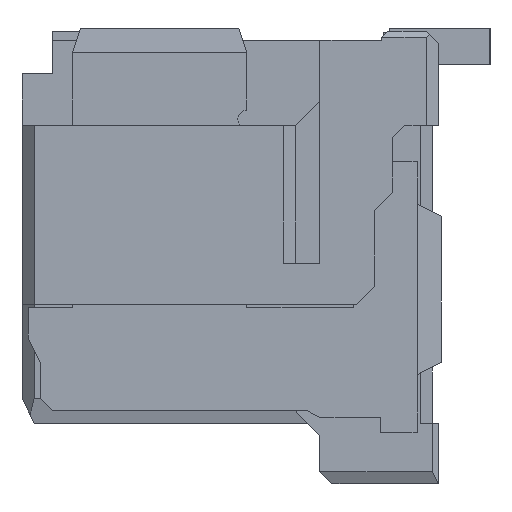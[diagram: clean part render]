
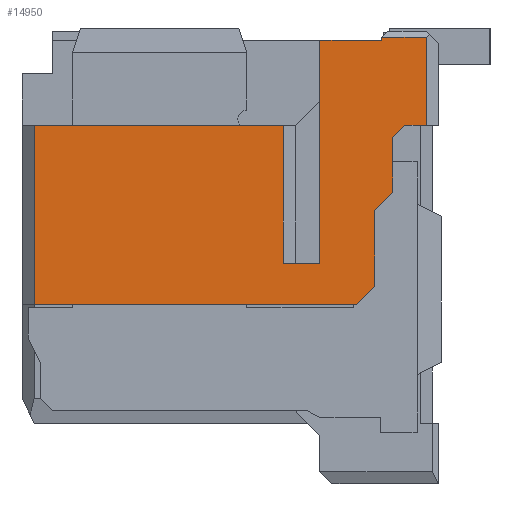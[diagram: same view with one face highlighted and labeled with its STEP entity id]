
A CAD part, left-side view. The second image highlights one B-rep face of the part: STEP entity #14950.
In plain terms, the highlighted planar face has unit normal (-1, 0, 0).
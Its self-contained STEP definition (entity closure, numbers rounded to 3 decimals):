
#2264=DIRECTION('',(0.,0.,-1.));
#2265=VECTOR('',#2264,2.95);
#2266=CARTESIAN_POINT('',(-14.,3.1,4.475));
#2267=LINE('',#2266,#2265);
#2268=DIRECTION('',(0.,-1.,0.));
#2269=VECTOR('',#2268,4.1);
#2270=CARTESIAN_POINT('',(-14.,3.1,4.475));
#2271=LINE('',#2270,#2269);
#2272=DIRECTION('',(0.,0.,1.));
#2273=VECTOR('',#2272,2.27);
#2274=CARTESIAN_POINT('',(-14.,-1.,2.205));
#2275=LINE('',#2274,#2273);
#2276=DIRECTION('',(0.,1.,0.));
#2277=VECTOR('',#2276,0.6);
#2278=CARTESIAN_POINT('',(-14.,-1.6,2.205));
#2279=LINE('',#2278,#2277);
#2280=DIRECTION('',(0.,1.,0.));
#2281=VECTOR('',#2280,1.02);
#2282=CARTESIAN_POINT('',(-14.,-2.62,5.875));
#2283=LINE('',#2282,#2281);
#2284=DIRECTION('',(0.,0.,-1.));
#2285=VECTOR('',#2284,0.05);
#2286=CARTESIAN_POINT('',(-14.,-2.62,5.925));
#2287=LINE('',#2286,#2285);
#2288=DIRECTION('',(0.,1.,0.));
#2289=VECTOR('',#2288,0.73);
#2290=CARTESIAN_POINT('',(-14.,-3.35,5.925));
#2291=LINE('',#2290,#2289);
#2292=DIRECTION('',(0.,0.,1.));
#2293=VECTOR('',#2292,1.45);
#2294=CARTESIAN_POINT('',(-14.,-3.35,4.475));
#2295=LINE('',#2294,#2293);
#2296=DIRECTION('',(0.,1.,0.));
#2297=VECTOR('',#2296,0.35);
#2298=CARTESIAN_POINT('',(-14.,-3.35,4.475));
#2299=LINE('',#2298,#2297);
#2300=DIRECTION('',(0.,0.707,-0.707));
#2301=VECTOR('',#2300,0.283);
#2302=CARTESIAN_POINT('',(-14.,-3.,4.475));
#2303=LINE('',#2302,#2301);
#2304=DIRECTION('',(0.,0.,-1.));
#2305=VECTOR('',#2304,0.9);
#2306=CARTESIAN_POINT('',(-14.,-2.8,4.275));
#2307=LINE('',#2306,#2305);
#2308=DIRECTION('',(0.,0.707,-0.707));
#2309=VECTOR('',#2308,0.424);
#2310=CARTESIAN_POINT('',(-14.,-2.8,3.375));
#2311=LINE('',#2310,#2309);
#2312=DIRECTION('',(0.,0.,-1.));
#2313=VECTOR('',#2312,1.25);
#2314=CARTESIAN_POINT('',(-14.,-2.5,3.075));
#2315=LINE('',#2314,#2313);
#2316=DIRECTION('',(0.,0.707,-0.707));
#2317=VECTOR('',#2316,0.424);
#2318=CARTESIAN_POINT('',(-14.,-2.5,1.825));
#2319=LINE('',#2318,#2317);
#2320=DIRECTION('',(0.,-1.,0.));
#2321=VECTOR('',#2320,5.3);
#2322=CARTESIAN_POINT('',(-14.,3.1,1.525));
#2323=LINE('',#2322,#2321);
#5484=DIRECTION('',(0.,0.,-1.));
#5485=VECTOR('',#5484,3.67);
#5486=CARTESIAN_POINT('',(-14.,-1.6,5.875));
#5487=LINE('',#5486,#5485);
#9249=CARTESIAN_POINT('',(-14.,-3.,4.475));
#9250=CARTESIAN_POINT('',(-14.,-2.8,4.275));
#9251=VERTEX_POINT('',#9249);
#9252=VERTEX_POINT('',#9250);
#9253=CARTESIAN_POINT('',(-14.,-2.8,3.375));
#9254=VERTEX_POINT('',#9253);
#9255=CARTESIAN_POINT('',(-14.,-2.5,3.075));
#9256=VERTEX_POINT('',#9255);
#9257=CARTESIAN_POINT('',(-14.,-2.5,1.825));
#9258=VERTEX_POINT('',#9257);
#9259=CARTESIAN_POINT('',(-14.,-2.2,1.525));
#9260=VERTEX_POINT('',#9259);
#9261=CARTESIAN_POINT('',(-14.,-1.6,5.875));
#9263=VERTEX_POINT('',#9261);
#9271=CARTESIAN_POINT('',(-14.,-2.62,5.875));
#9272=VERTEX_POINT('',#9271);
#11246=CARTESIAN_POINT('',(-14.,-1.6,2.205));
#11247=CARTESIAN_POINT('',(-14.,-1.,2.205));
#11248=VERTEX_POINT('',#11246);
#11249=VERTEX_POINT('',#11247);
#11250=CARTESIAN_POINT('',(-14.,-1.,4.475));
#11251=VERTEX_POINT('',#11250);
#11306=CARTESIAN_POINT('',(-14.,3.1,1.525));
#11308=VERTEX_POINT('',#11306);
#11312=CARTESIAN_POINT('',(-14.,3.1,4.475));
#11313=VERTEX_POINT('',#11312);
#11374=CARTESIAN_POINT('',(-14.,-3.35,5.925));
#11375=CARTESIAN_POINT('',(-14.,-2.62,5.925));
#11376=VERTEX_POINT('',#11374);
#11377=VERTEX_POINT('',#11375);
#11387=CARTESIAN_POINT('',(-14.,-3.35,4.475));
#11389=VERTEX_POINT('',#11387);
#14919=CARTESIAN_POINT('',(-14.,0.,2.3));
#14920=DIRECTION('',(-1.,0.,0.));
#14921=DIRECTION('',(0.,0.,1.));
#14922=AXIS2_PLACEMENT_3D('',#14919,#14920,#14921);
#14923=PLANE('',#14922);
#14925=ORIENTED_EDGE('',*,*,#14924,.F.);
#14927=ORIENTED_EDGE('',*,*,#14926,.T.);
#14929=ORIENTED_EDGE('',*,*,#14928,.F.);
#14931=ORIENTED_EDGE('',*,*,#14930,.F.);
#14933=ORIENTED_EDGE('',*,*,#14932,.F.);
#14935=ORIENTED_EDGE('',*,*,#14934,.F.);
#14937=ORIENTED_EDGE('',*,*,#14936,.F.);
#14938=ORIENTED_EDGE('',*,*,#14383,.F.);
#14939=ORIENTED_EDGE('',*,*,#14460,.F.);
#14940=ORIENTED_EDGE('',*,*,#14483,.T.);
#14942=ORIENTED_EDGE('',*,*,#14941,.T.);
#14943=ORIENTED_EDGE('',*,*,#14868,.T.);
#14944=ORIENTED_EDGE('',*,*,#14886,.T.);
#14945=ORIENTED_EDGE('',*,*,#14900,.T.);
#14946=ORIENTED_EDGE('',*,*,#14913,.T.);
#14947=ORIENTED_EDGE('',*,*,#14578,.F.);
#14948=EDGE_LOOP('',(#14925,#14927,#14929,#14931,#14933,#14935,#14937,#14938,
#14939,#14940,#14942,#14943,#14944,#14945,#14946,#14947));
#14949=FACE_OUTER_BOUND('',#14948,.F.);
#14950=ADVANCED_FACE('',(#14949),#14923,.T.);
#14383=EDGE_CURVE('',#11376,#11377,#2291,.T.);
#14460=EDGE_CURVE('',#11389,#11376,#2295,.T.);
#14483=EDGE_CURVE('',#11389,#9251,#2299,.T.);
#14578=EDGE_CURVE('',#11308,#9260,#2323,.T.);
#14868=EDGE_CURVE('',#9252,#9254,#2307,.T.);
#14886=EDGE_CURVE('',#9254,#9256,#2311,.T.);
#14900=EDGE_CURVE('',#9256,#9258,#2315,.T.);
#14913=EDGE_CURVE('',#9258,#9260,#2319,.T.);
#14924=EDGE_CURVE('',#11313,#11308,#2267,.T.);
#14926=EDGE_CURVE('',#11313,#11251,#2271,.T.);
#14928=EDGE_CURVE('',#11249,#11251,#2275,.T.);
#14930=EDGE_CURVE('',#11248,#11249,#2279,.T.);
#14932=EDGE_CURVE('',#9263,#11248,#5487,.T.);
#14934=EDGE_CURVE('',#9272,#9263,#2283,.T.);
#14936=EDGE_CURVE('',#11377,#9272,#2287,.T.);
#14941=EDGE_CURVE('',#9251,#9252,#2303,.T.);
